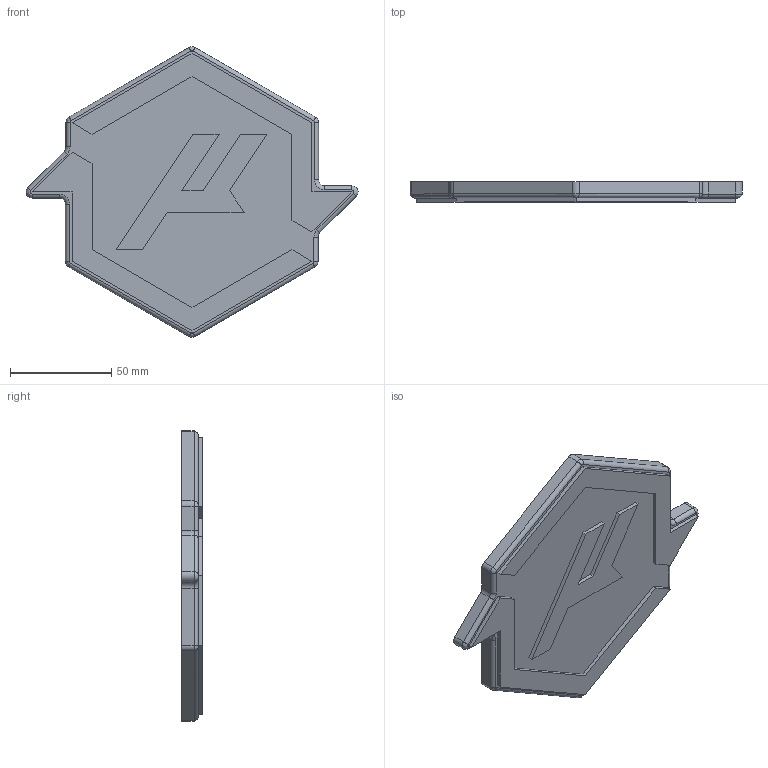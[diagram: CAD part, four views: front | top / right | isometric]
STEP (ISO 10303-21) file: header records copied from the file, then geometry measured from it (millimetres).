
FILE_DESCRIPTION(/* description */ (''),/* implementation_level */ '2;1');
FILE_NAME(/* name */ 'Medalion Micron.step',/* time_stamp */ '2024-07-18T20:52:19+02:00',/* author */ (''),/* organization */ (''),/* preprocessor_version */ 'ST-DEVELOPER v20',/* originating_system */ 'Autodesk Translation Framework v13.14.0.145',/* authorisation */ '');
FILE_SCHEMA (('AUTOMOTIVE_DESIGN { 1 0 10303 214 3 1 1 }'));
Length unit declared in the file: millimetre
Products named in the file (1): Medalion Micron
Bounding box: 163.99 x 10 x 143.41 mm (x, y, z)
Volume: 121911.2 mm3; surface area: 44873 mm2
Topology: 4 solids, 4 shells, 99 faces, 231 edges, 146 vertices
Faces by surface type: plane 57, cylinder 30, bspline 8, torus 4
Full cylindrical faces by diameter (mm): 4.7 x6
Entity records: 2893 total; most frequent: CARTESIAN_POINT 553, DIRECTION 487, ORIENTED_EDGE 462, EDGE_CURVE 231, AXIS2_PLACEMENT_3D 164, LINE 159, VECTOR 159, VERTEX_POINT 146
